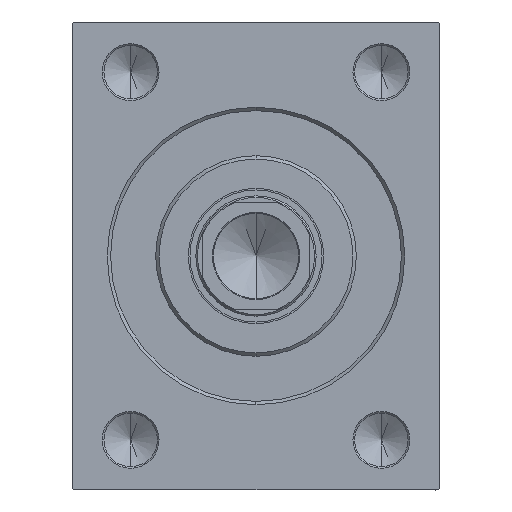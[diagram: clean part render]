
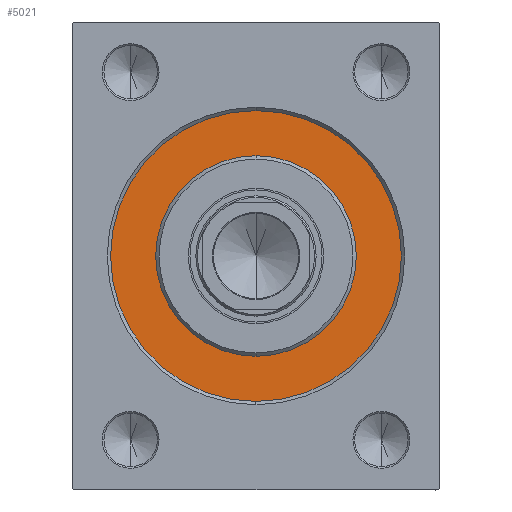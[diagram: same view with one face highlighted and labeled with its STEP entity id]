
A CAD part, left-side view. The second image highlights one B-rep face of the part: STEP entity #5021.
In plain terms, the highlighted face is planar.
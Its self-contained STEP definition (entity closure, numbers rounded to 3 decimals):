
#416 = DIRECTION ( 'NONE',  ( 0., 0., 1. ) ) ;
#1167 = DIRECTION ( 'NONE',  ( 0., 0., -1. ) ) ;
#3947 = DIRECTION ( 'NONE',  ( 0., 0., 1. ) ) ;
#4068 = FACE_BOUND ( 'NONE', #40261, .T. ) ;
#5021 = ADVANCED_FACE ( 'NONE', ( #4068, #22082 ), #42367, .F. ) ;
#5588 = DIRECTION ( 'NONE',  ( 0., 0., -1. ) ) ;
#7061 = ORIENTED_EDGE ( 'NONE', *, *, #23758, .F. ) ;
#7482 = CARTESIAN_POINT ( 'NONE',  ( 0., 0., 0. ) ) ;
#8270 = DIRECTION ( 'NONE',  ( -1., 0., 0. ) ) ;
#10685 = EDGE_LOOP ( 'NONE', ( #17167, #37641 ) ) ;
#11081 = ORIENTED_EDGE ( 'NONE', *, *, #38323, .F. ) ;
#11123 = CARTESIAN_POINT ( 'NONE',  ( 0., 0., 0. ) ) ;
#11447 = AXIS2_PLACEMENT_3D ( 'NONE', #11123, #35997, #18669 ) ;
#12443 = CARTESIAN_POINT ( 'NONE',  ( 0., 0., 0. ) ) ;
#14925 = VERTEX_POINT ( 'NONE', #20144 ) ;
#17167 = ORIENTED_EDGE ( 'NONE', *, *, #22527, .F. ) ;
#18521 = CARTESIAN_POINT ( 'NONE',  ( 0., 0., 0. ) ) ;
#18669 = DIRECTION ( 'NONE',  ( 0., 0., 1. ) ) ;
#19961 = CIRCLE ( 'NONE', #32360, 30. ) ;
#20144 = CARTESIAN_POINT ( 'NONE',  ( 0., 0., 30. ) ) ;
#21252 = DIRECTION ( 'NONE',  ( 1., 0., 0. ) ) ;
#22082 = FACE_OUTER_BOUND ( 'NONE', #10685, .T. ) ;
#22397 = VERTEX_POINT ( 'NONE', #33089 ) ;
#22527 = EDGE_CURVE ( 'NONE', #22397, #39982, #41044, .T. ) ;
#23140 = CIRCLE ( 'NONE', #23855, 43.5 ) ;
#23758 = EDGE_CURVE ( 'NONE', #14925, #38707, #19961, .T. ) ;
#23855 = AXIS2_PLACEMENT_3D ( 'NONE', #41351, #8270, #3947 ) ;
#24386 = CARTESIAN_POINT ( 'NONE',  ( 0., 0., -30. ) ) ;
#32360 = AXIS2_PLACEMENT_3D ( 'NONE', #18521, #21252, #1167 ) ;
#33089 = CARTESIAN_POINT ( 'NONE',  ( 0., 0., -43.5 ) ) ;
#33711 = CARTESIAN_POINT ( 'NONE',  ( 0., 0., 43.5 ) ) ;
#34889 = CIRCLE ( 'NONE', #35644, 30. ) ;
#35644 = AXIS2_PLACEMENT_3D ( 'NONE', #12443, #40258, #5588 ) ;
#35997 = DIRECTION ( 'NONE',  ( -1., 0., 0. ) ) ;
#37295 = EDGE_CURVE ( 'NONE', #39982, #22397, #23140, .T. ) ;
#37408 = AXIS2_PLACEMENT_3D ( 'NONE', #7482, #38956, #416 ) ;
#37641 = ORIENTED_EDGE ( 'NONE', *, *, #37295, .F. ) ;
#38323 = EDGE_CURVE ( 'NONE', #38707, #14925, #34889, .T. ) ;
#38707 = VERTEX_POINT ( 'NONE', #24386 ) ;
#38956 = DIRECTION ( 'NONE',  ( -1., 0., 0. ) ) ;
#39982 = VERTEX_POINT ( 'NONE', #33711 ) ;
#40258 = DIRECTION ( 'NONE',  ( 1., 0., 0. ) ) ;
#40261 = EDGE_LOOP ( 'NONE', ( #7061, #11081 ) ) ;
#41044 = CIRCLE ( 'NONE', #37408, 43.5 ) ;
#41351 = CARTESIAN_POINT ( 'NONE',  ( 0., 0., 0. ) ) ;
#42367 = PLANE ( 'NONE',  #11447 ) ;
